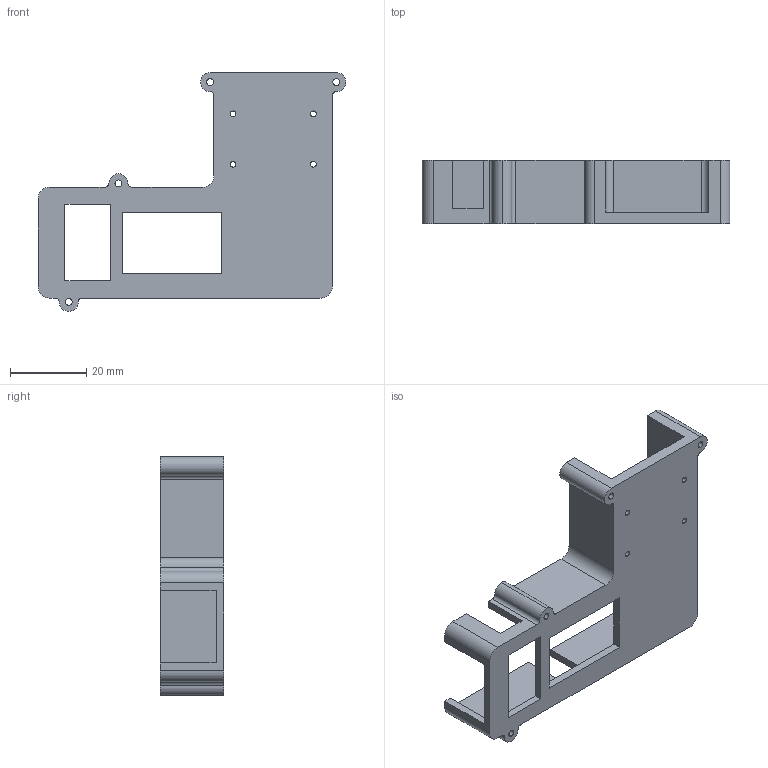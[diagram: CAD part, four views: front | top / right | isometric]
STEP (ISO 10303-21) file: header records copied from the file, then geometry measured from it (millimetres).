
FILE_DESCRIPTION (( 'STEP AP214' ), '1' );
FILE_NAME ('Carcaza.STEP', '2025-12-02T23:42:02', ( '' ), ( '' ), 'SwSTEP 2.0', 'SolidWorks 2023', '' );
FILE_SCHEMA (( 'AUTOMOTIVE_DESIGN' ));
Length unit declared in the file: millimetre
Products named in the file (1): Carcaza
Bounding box: 80.5 x 16.6 x 62.5 mm (x, y, z)
Volume: 15826.9 mm3; surface area: 13210.7 mm2
Topology: 1 solids, 1 shells, 80 faces, 231 edges, 154 vertices
Faces by surface type: plane 41, cylinder 39
Entity records: 2716 total; most frequent: DIRECTION 471, CARTESIAN_POINT 466, ORIENTED_EDGE 462, EDGE_CURVE 231, AXIS2_PLACEMENT_3D 159, VERTEX_POINT 154, LINE 153, VECTOR 153
